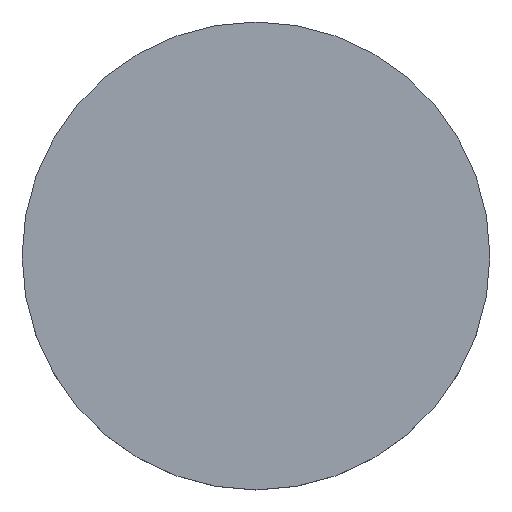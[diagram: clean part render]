
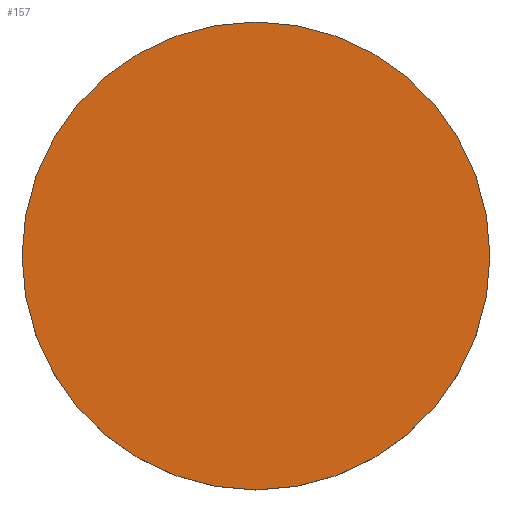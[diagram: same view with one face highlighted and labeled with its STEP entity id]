
A CAD part, top view. The second image highlights one B-rep face of the part: STEP entity #157.
In plain terms, the highlighted planar face has unit normal (0, 0, 1).
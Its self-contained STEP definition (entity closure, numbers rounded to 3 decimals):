
#20=PLANE('',#192);
#31=CIRCLE('',#190,11.5);
#43=FACE_OUTER_BOUND('',#55,.T.);
#55=EDGE_LOOP('',(#142));
#83=VERTEX_POINT('',#349);
#102=EDGE_CURVE('',#83,#83,#31,.T.);
#142=ORIENTED_EDGE('',*,*,#102,.T.);
#157=ADVANCED_FACE('',(#43),#20,.T.);
#190=AXIS2_PLACEMENT_3D('',#350,#234,#235);
#192=AXIS2_PLACEMENT_3D('',#354,#239,#240);
#234=DIRECTION('center_axis',(0.,0.,1.));
#235=DIRECTION('ref_axis',(-1.,0.,0.));
#239=DIRECTION('center_axis',(0.,0.,1.));
#240=DIRECTION('ref_axis',(-1.,0.,0.));
#349=CARTESIAN_POINT('',(11.48,6.717,24.505));
#350=CARTESIAN_POINT('Origin',(-0.02,6.717,24.505));
#354=CARTESIAN_POINT('Origin',(-0.02,6.717,24.505));
